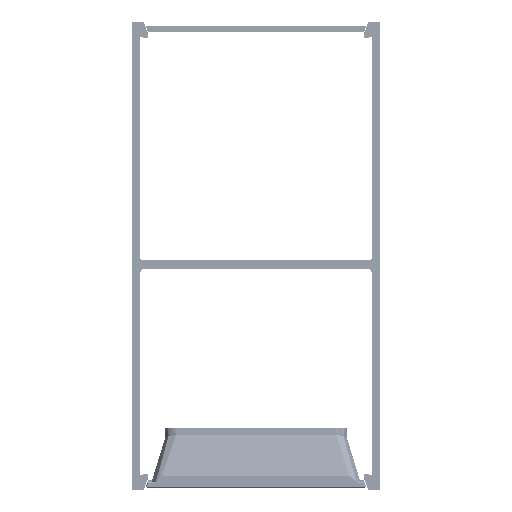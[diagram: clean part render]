
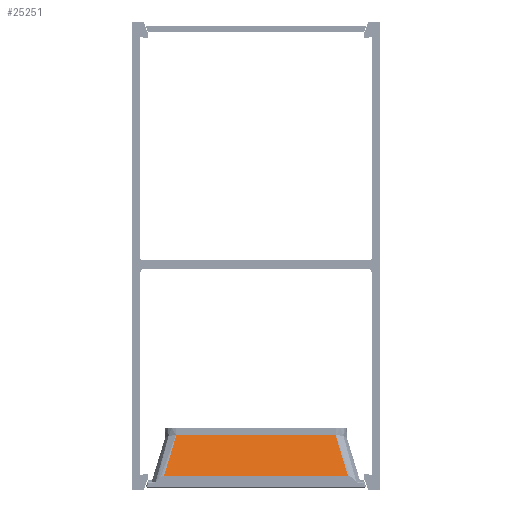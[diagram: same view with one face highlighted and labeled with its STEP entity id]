
A CAD part, left-side view. The second image highlights one B-rep face of the part: STEP entity #25251.
In plain terms, the highlighted planar face has unit normal (-0.956, 0, 0.292).
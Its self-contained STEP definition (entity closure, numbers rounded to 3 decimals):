
#25251=ADVANCED_FACE('',(#37481),#34829,.F.);
#34829=PLANE('',#153816);
#37481=FACE_OUTER_BOUND('',#46649,.T.);
#46649=EDGE_LOOP('',(#61592,#61593,#61594,#61595));
#61592=ORIENTED_EDGE('',*,*,#115082,.T.);
#61593=ORIENTED_EDGE('',*,*,#115105,.T.);
#61594=ORIENTED_EDGE('',*,*,#115106,.T.);
#61595=ORIENTED_EDGE('',*,*,#113156,.T.);
#100648=VERTEX_POINT('',#206946);
#100649=VERTEX_POINT('',#206948);
#101736=VERTEX_POINT('',#213275);
#101754=VERTEX_POINT('',#213409);
#113156=EDGE_CURVE('',#100649,#100648,#134337,.T.);
#115082=EDGE_CURVE('',#100648,#101736,#135187,.T.);
#115105=EDGE_CURVE('',#101736,#101754,#135193,.T.);
#115106=EDGE_CURVE('',#101754,#100649,#135194,.T.);
#134337=LINE('',#206947,#143387);
#135187=LINE('',#213276,#144237);
#135193=LINE('',#213408,#144243);
#135194=LINE('',#213410,#144244);
#143387=VECTOR('',#167586,1.);
#144237=VECTOR('',#170990,1.);
#144243=VECTOR('',#171214,1.);
#144244=VECTOR('',#171215,1.);
#153816=AXIS2_PLACEMENT_3D('',#213411,#171216,#171217);
#167586=DIRECTION('',(0.,1.,0.));
#170990=DIRECTION('',(-0.281,0.281,-0.918));
#171214=DIRECTION('',(0.,-1.,0.));
#171215=DIRECTION('',(0.281,0.281,0.918));
#171216=DIRECTION('',(0.956,0.,-0.292));
#171217=DIRECTION('',(0.292,0.,0.956));
#206946=CARTESIAN_POINT('',(-589.541,14.442,-30.204));
#206947=CARTESIAN_POINT('',(-589.541,-17.,-30.204));
#206948=CARTESIAN_POINT('',(-589.541,-14.442,-30.204));
#213275=CARTESIAN_POINT('',(-591.811,16.713,-37.632));
#213276=CARTESIAN_POINT('',(-580.845,5.746,-1.763));
#213408=CARTESIAN_POINT('',(-591.811,-20.027,-37.632));
#213409=CARTESIAN_POINT('',(-591.811,-16.713,-37.632));
#213410=CARTESIAN_POINT('',(-592.612,-17.514,-40.252));
#213411=CARTESIAN_POINT('',(-592.398,-20.027,-39.549));
